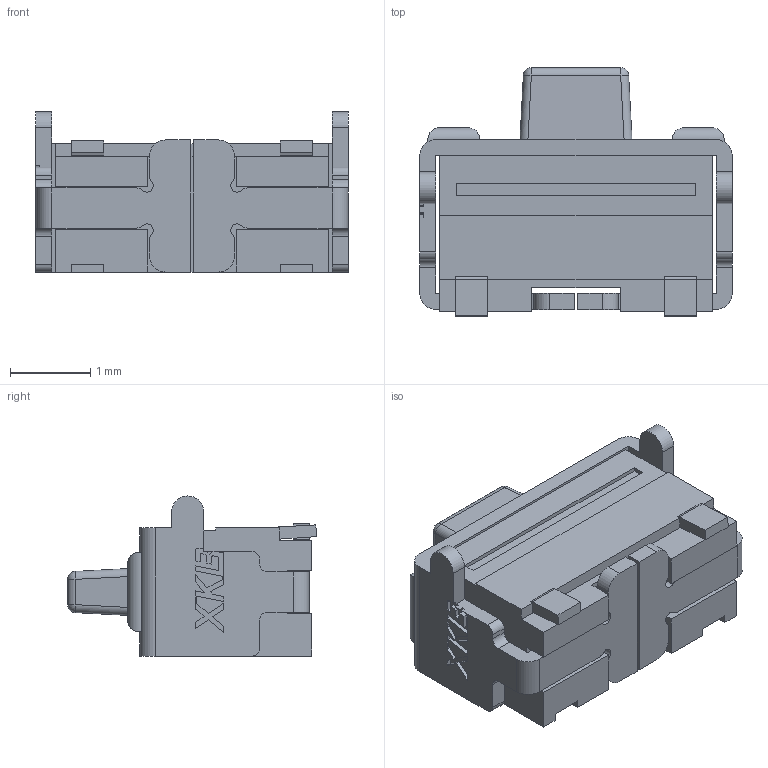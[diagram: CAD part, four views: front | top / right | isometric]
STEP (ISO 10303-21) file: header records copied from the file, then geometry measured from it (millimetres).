
FILE_DESCRIPTION((''),'2;1');
FILE_NAME('TS-1010GS-X','2021-05-21T',('cwg'),(''),'PRO/ENGINEER BY PARAMETRIC TECHNOLOGY CORPORATION, 2010280','PRO/ENGINEER BY PARAMETRIC TECHNOLOGY CORPORATION, 2010280','');
FILE_SCHEMA(('CONFIG_CONTROL_DESIGN'));
Length unit declared in the file: millimetre
Products named in the file (1): TS-1010GS-X
Bounding box: 3.9 x 3.11 x 2 mm (x, y, z)
Volume: 12.9 mm3; surface area: 59.5 mm2
Topology: 1 solids, 1 shells, 193 faces, 549 edges, 362 vertices
Faces by surface type: plane 137, cylinder 52, sphere 4
Entity records: 6331 total; most frequent: CARTESIAN_POINT 1218, ORIENTED_EDGE 1098, DIRECTION 1003, EDGE_CURVE 549, VECTOR 449, LINE 449, VERTEX_POINT 362, AXIS2_PLACEMENT_3D 277
